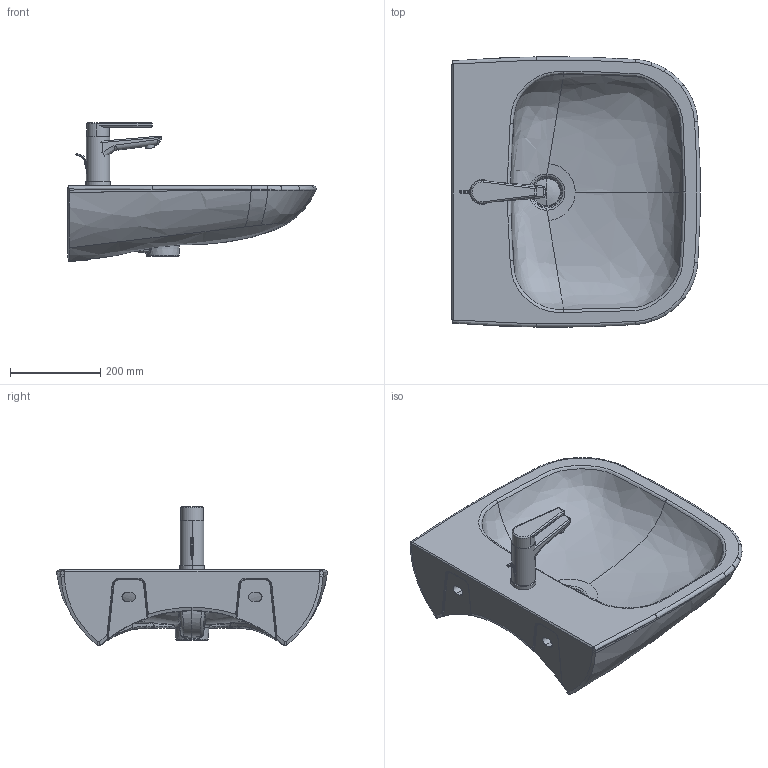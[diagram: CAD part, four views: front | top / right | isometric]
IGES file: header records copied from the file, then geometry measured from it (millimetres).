
Global section: file name: No Iges File Name specified; native system: Autodesk Inventor 2011; preprocessor: AutoDesk Inventor Iges Exporter R2011; author: Administrator; date: 20120213.201724; units: millimetre
Bounding box: 549.34 x 598.21 x 307.4 mm (x, y, z)
Volume: 15932354.4 mm3; surface area: 1066778 mm2
Topology: 8 solids, 8 shells, 393 faces, 967 edges, 579 vertices
Faces by surface type: bspline 184, cylinder 60, plane 55, revolution 50, torus 23, cone 11, sphere 10
